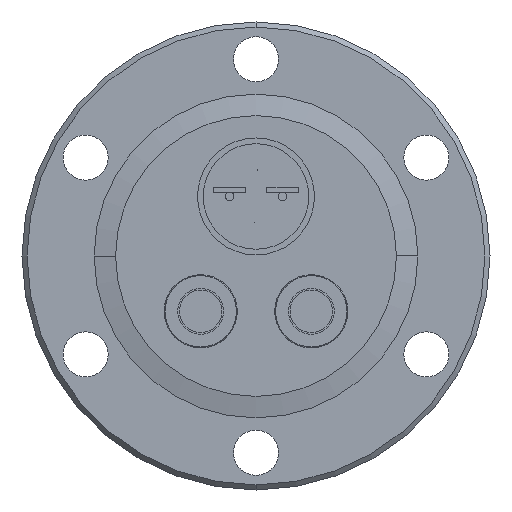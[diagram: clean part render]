
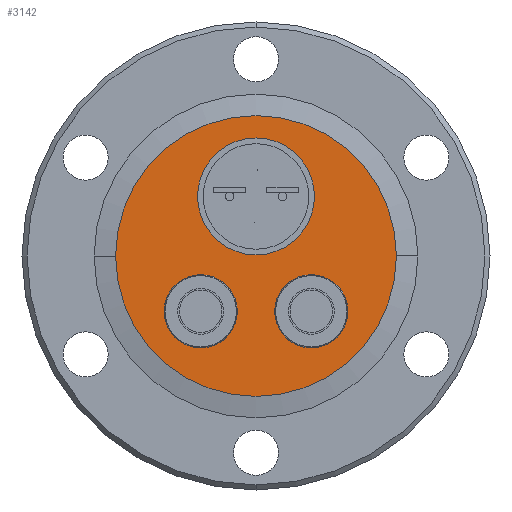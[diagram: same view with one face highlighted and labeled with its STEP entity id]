
A CAD part, front view. The second image highlights one B-rep face of the part: STEP entity #3142.
In plain terms, the highlighted planar face has unit normal (0, -1, 0).
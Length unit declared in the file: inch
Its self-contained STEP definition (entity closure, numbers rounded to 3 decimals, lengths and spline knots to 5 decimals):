
#698 = CARTESIAN_POINT ( 'NONE',  ( 0., 0.72412, 0.35 ) ) ;
#699 = DIRECTION ( 'NONE',  ( 0., -1., 0. ) ) ;
#700 = DIRECTION ( 'NONE',  ( 0., 0., 1. ) ) ;
#713 = CARTESIAN_POINT ( 'NONE',  ( 0.325, 0.72412, -0.325 ) ) ;
#714 = DIRECTION ( 'NONE',  ( 0., -1., 0. ) ) ;
#715 = DIRECTION ( 'NONE',  ( 0., 0., -1. ) ) ;
#722 = CARTESIAN_POINT ( 'NONE',  ( -0.325, 0.72412, -0.325 ) ) ;
#723 = DIRECTION ( 'NONE',  ( 0., -1., 0. ) ) ;
#724 = DIRECTION ( 'NONE',  ( 0., 0., -1. ) ) ;
#948 = EDGE_LOOP ( 'NONE', ( #2860, #2859 ) ) ;
#950 = EDGE_LOOP ( 'NONE', ( #2862, #2861 ) ) ;
#955 = EDGE_LOOP ( 'NONE', ( #2858, #2857 ) ) ;
#959 = EDGE_LOOP ( 'NONE', ( #2856, #2855 ) ) ;
#1340 = CIRCLE ( 'NONE', #6338, 0.825 ) ;
#1369 = CIRCLE ( 'NONE', #6330, 0.3435 ) ;
#1374 = CIRCLE ( 'NONE', #6327, 0.215 ) ;
#1381 = CIRCLE ( 'NONE', #6325, 0.215 ) ;
#1662 = CIRCLE ( 'NONE', #6501, 0.215 ) ;
#1665 = CIRCLE ( 'NONE', #6502, 0.215 ) ;
#1668 = CIRCLE ( 'NONE', #6499, 0.3435 ) ;
#1673 = CIRCLE ( 'NONE', #6494, 0.825 ) ;
#1806 = VERTEX_POINT ( 'NONE', #6656 ) ;
#1809 = VERTEX_POINT ( 'NONE', #6653 ) ;
#1812 = VERTEX_POINT ( 'NONE', #6650 ) ;
#2131 = CARTESIAN_POINT ( 'NONE',  ( 0., 0.72412, 0. ) ) ;
#2132 = DIRECTION ( 'NONE',  ( 0., -1., 0. ) ) ;
#2133 = DIRECTION ( 'NONE',  ( 0., 0., -1. ) ) ;
#2573 = VERTEX_POINT ( 'NONE', #8794 ) ;
#2575 = VERTEX_POINT ( 'NONE', #8795 ) ;
#2580 = VERTEX_POINT ( 'NONE', #8798 ) ;
#2581 = VERTEX_POINT ( 'NONE', #8799 ) ;
#2589 = VERTEX_POINT ( 'NONE', #8807 ) ;
#2855 = ORIENTED_EDGE ( 'NONE', *, *, #6165, .F. ) ;
#2856 = ORIENTED_EDGE ( 'NONE', *, *, #5873, .F. ) ;
#2857 = ORIENTED_EDGE ( 'NONE', *, *, #6161, .F. ) ;
#2858 = ORIENTED_EDGE ( 'NONE', *, *, #5874, .F. ) ;
#2859 = ORIENTED_EDGE ( 'NONE', *, *, #6135, .T. ) ;
#2860 = ORIENTED_EDGE ( 'NONE', *, *, #5881, .T. ) ;
#2861 = ORIENTED_EDGE ( 'NONE', *, *, #5876, .F. ) ;
#2862 = ORIENTED_EDGE ( 'NONE', *, *, #6155, .F. ) ;
#3142 = ADVANCED_FACE ( 'NONE', ( #4531, #4530, #4533, #4525 ), #5374, .F. ) ;
#3393 = CARTESIAN_POINT ( 'NONE',  ( -0.325, 0.72412, -0.325 ) ) ;
#3394 = DIRECTION ( 'NONE',  ( 0., -1., 0. ) ) ;
#3395 = DIRECTION ( 'NONE',  ( 0., 0., -1. ) ) ;
#3396 = CARTESIAN_POINT ( 'NONE',  ( 0.325, 0.72412, -0.325 ) ) ;
#3397 = DIRECTION ( 'NONE',  ( 0., -1., 0. ) ) ;
#3398 = DIRECTION ( 'NONE',  ( 0., 0., -1. ) ) ;
#3402 = CARTESIAN_POINT ( 'NONE',  ( 0., 0.72412, 0.35 ) ) ;
#3403 = DIRECTION ( 'NONE',  ( 0., -1., 0. ) ) ;
#3404 = DIRECTION ( 'NONE',  ( 0., 0., 1. ) ) ;
#3417 = CARTESIAN_POINT ( 'NONE',  ( 0., 0.72412, 0. ) ) ;
#3418 = DIRECTION ( 'NONE',  ( 0., -1., 0. ) ) ;
#3419 = DIRECTION ( 'NONE',  ( 0., 0., -1. ) ) ;
#4525 = FACE_BOUND ( 'NONE', #959, .T. ) ;
#4530 = FACE_OUTER_BOUND ( 'NONE', #948, .T. ) ;
#4531 = FACE_BOUND ( 'NONE', #950, .T. ) ;
#4533 = FACE_BOUND ( 'NONE', #955, .T. ) ;
#5372 = CARTESIAN_POINT ( 'NONE',  ( 0., 0.72412, 0.0065 ) ) ;
#5374 = PLANE ( 'NONE',  #7195 ) ;
#5375 = DIRECTION ( 'NONE',  ( 0., 1., 0. ) ) ;
#5376 = DIRECTION ( 'NONE',  ( 0., 0., 1. ) ) ;
#5873 = EDGE_CURVE ( 'NONE', #2573, #2575, #1665, .T. ) ;
#5874 = EDGE_CURVE ( 'NONE', #2580, #2581, #1662, .T. ) ;
#5876 = EDGE_CURVE ( 'NONE', #2589, #1812, #1668, .T. ) ;
#5881 = EDGE_CURVE ( 'NONE', #1806, #1809, #1673, .T. ) ;
#6135 = EDGE_CURVE ( 'NONE', #1809, #1806, #1340, .T. ) ;
#6155 = EDGE_CURVE ( 'NONE', #1812, #2589, #1369, .T. ) ;
#6161 = EDGE_CURVE ( 'NONE', #2581, #2580, #1374, .T. ) ;
#6165 = EDGE_CURVE ( 'NONE', #2575, #2573, #1381, .T. ) ;
#6325 = AXIS2_PLACEMENT_3D ( 'NONE', #722, #723, #724 ) ;
#6327 = AXIS2_PLACEMENT_3D ( 'NONE', #713, #714, #715 ) ;
#6330 = AXIS2_PLACEMENT_3D ( 'NONE', #698, #699, #700 ) ;
#6338 = AXIS2_PLACEMENT_3D ( 'NONE', #2131, #2132, #2133 ) ;
#6494 = AXIS2_PLACEMENT_3D ( 'NONE', #3417, #3418, #3419 ) ;
#6499 = AXIS2_PLACEMENT_3D ( 'NONE', #3402, #3403, #3404 ) ;
#6501 = AXIS2_PLACEMENT_3D ( 'NONE', #3396, #3397, #3398 ) ;
#6502 = AXIS2_PLACEMENT_3D ( 'NONE', #3393, #3394, #3395 ) ;
#6650 = CARTESIAN_POINT ( 'NONE',  ( 0., 0.72412, 0.6935 ) ) ;
#6653 = CARTESIAN_POINT ( 'NONE',  ( 0., 0.72412, 0.825 ) ) ;
#6656 = CARTESIAN_POINT ( 'NONE',  ( 0., 0.72412, -0.825 ) ) ;
#7195 = AXIS2_PLACEMENT_3D ( 'NONE', #5372, #5375, #5376 ) ;
#8794 = CARTESIAN_POINT ( 'NONE',  ( -0.325, 0.72412, -0.54 ) ) ;
#8795 = CARTESIAN_POINT ( 'NONE',  ( -0.325, 0.72412, -0.11 ) ) ;
#8798 = CARTESIAN_POINT ( 'NONE',  ( 0.325, 0.72412, -0.54 ) ) ;
#8799 = CARTESIAN_POINT ( 'NONE',  ( 0.325, 0.72412, -0.11 ) ) ;
#8807 = CARTESIAN_POINT ( 'NONE',  ( 0., 0.72412, 0.0065 ) ) ;
